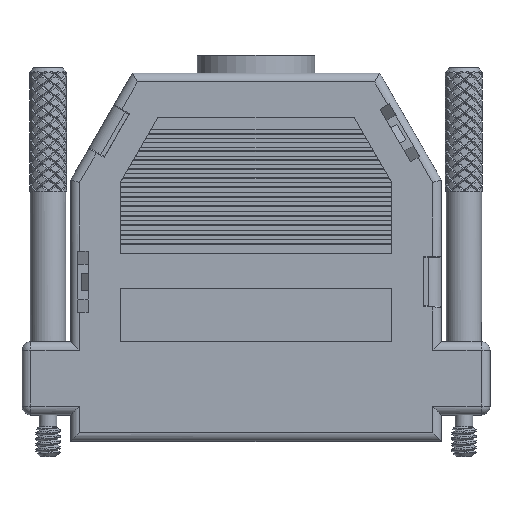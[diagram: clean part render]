
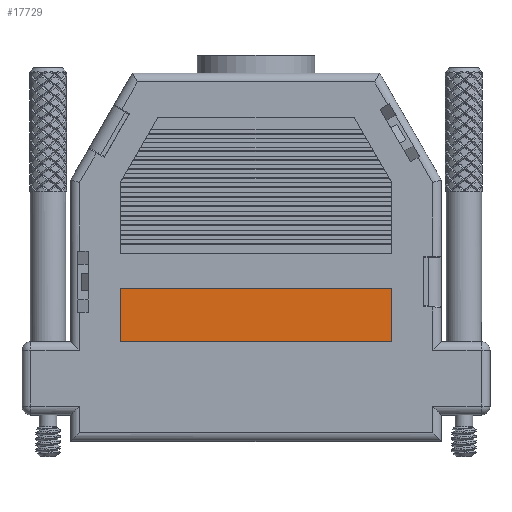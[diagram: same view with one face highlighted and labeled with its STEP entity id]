
A CAD part, top view. The second image highlights one B-rep face of the part: STEP entity #17729.
In plain terms, the highlighted face is planar.
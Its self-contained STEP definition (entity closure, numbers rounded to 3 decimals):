
#4175=ORIENTED_EDGE('',*,*,#9333,.T.);
#4176=ORIENTED_EDGE('',*,*,#9336,.T.);
#4177=ORIENTED_EDGE('',*,*,#9338,.T.);
#4178=ORIENTED_EDGE('',*,*,#9339,.T.);
#9333=EDGE_CURVE('',#11979,#11978,#13688,.T.);
#9336=EDGE_CURVE('',#11978,#11980,#13691,.T.);
#9338=EDGE_CURVE('',#11980,#11981,#13693,.T.);
#9339=EDGE_CURVE('',#11981,#11979,#13694,.T.);
#11978=VERTEX_POINT('',#22951);
#11979=VERTEX_POINT('',#22953);
#11980=VERTEX_POINT('',#22957);
#11981=VERTEX_POINT('',#22961);
#13688=LINE('',#22952,#14467);
#13691=LINE('',#22958,#14470);
#13693=LINE('',#22962,#14472);
#13694=LINE('',#22964,#14473);
#14467=VECTOR('',#20570,1000.);
#14470=VECTOR('',#20575,1000.);
#14472=VECTOR('',#20579,1000.);
#14473=VECTOR('',#20582,1000.);
#14905=EDGE_LOOP('',(#4175,#4176,#4177,#4178));
#16190=FACE_BOUND('',#14905,.T.);
#17455=PLANE('',#19096);
#17729=ADVANCED_FACE('',(#16190),#17455,.T.);
#19096=AXIS2_PLACEMENT_3D('',#22965,#20583,#20584);
#20570=DIRECTION('',(0.,-1.,0.));
#20575=DIRECTION('',(-1.,0.,0.));
#20579=DIRECTION('',(0.,1.,0.));
#20582=DIRECTION('',(1.,0.,0.));
#20583=DIRECTION('',(0.,0.,-1.));
#20584=DIRECTION('',(-1.,0.,0.));
#22951=CARTESIAN_POINT('',(15.378,-9.138,0.1));
#22952=CARTESIAN_POINT('',(15.378,-3.138,0.1));
#22953=CARTESIAN_POINT('',(15.378,-3.138,0.1));
#22957=CARTESIAN_POINT('',(-15.378,-9.138,0.1));
#22958=CARTESIAN_POINT('',(15.378,-9.138,0.1));
#22961=CARTESIAN_POINT('',(-15.378,-3.138,0.1));
#22962=CARTESIAN_POINT('',(-15.378,-9.138,0.1));
#22964=CARTESIAN_POINT('',(-15.378,-3.138,0.1));
#22965=CARTESIAN_POINT('',(0.,0.,0.1));
